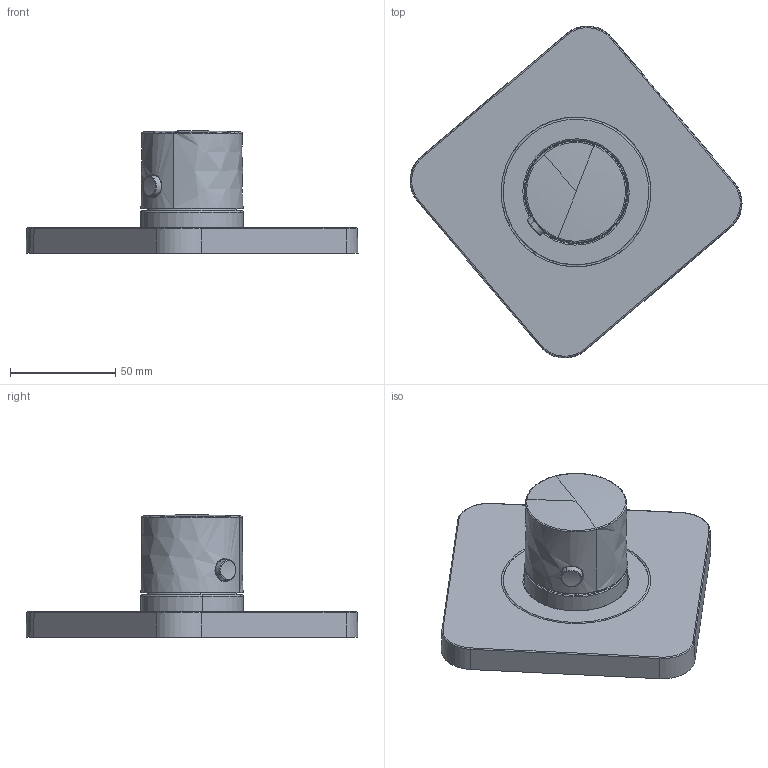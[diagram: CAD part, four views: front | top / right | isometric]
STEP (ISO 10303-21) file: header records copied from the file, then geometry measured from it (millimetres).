
FILE_DESCRIPTION(('CAx-IF Rec.Pracs.---Model Styling and Organization---1.2---2011-12-15','CAx-IF Rec.Pracs.---Geometric and Assembly Validation Properties---4.1---2014-06-16','CAx-IF Rec.Pracs.---PMI Polyline Presentation---2.0---2013-05-24'),'2;1');
FILE_NAME('1000091112_PPR_000.stp','2016-09-02T12:50:20+02:00',(''),(''),'STEP Interface 4.0.1101 by CT CoreTechnologie','3D_Evolution4.0.1101 by CT CoreTechnologie','');
FILE_SCHEMA(('AP203_CONFIGURATION_CONTROLLED_3D_DESIGN_OF_MECHANICAL_PARTS_AND_ASSEMBLIES_MIM_LF'));
Length unit declared in the file: millimetre
Products named in the file (7): P_2 AX Citterio2 F-Set Thermo. UP 12x12 1000091112_PPR_000_A0; P_2 Rosette UPT Axor Citterio Universal 1000091113_PPA_000_A0; P_2 Griff TherUPT-FS Starck Show Sol kpl 1000091116_PPR_000_A0; P_2 Griff Ther.UPT-FS Starck Shower Solu 1000091118_PPA_000_A0; P_2 Taste UPT                     AX JMM 1000083617_PPA_000_A0; Gewindestift DIN913-M4x16-A2 1000000982_PPA_000_A0; P_2 Huelse UPT T42 AXOR Starck Show Sol 1000091119_PPA_000_A0
Assembly tree (6 placements, depth 3):
  P_2 AX Citterio2 F-Set Thermo. UP 12x12 1000091112_PPR_000_A0
    P_2 Rosette UPT Axor Citterio Universal 1000091113_PPA_000_A0
    P_2 Griff TherUPT-FS Starck Show Sol kpl 1000091116_PPR_000_A0
      P_2 Griff Ther.UPT-FS Starck Shower Solu 1000091118_PPA_000_A0
      P_2 Taste UPT                     AX JMM 1000083617_PPA_000_A0
      Gewindestift DIN913-M4x16-A2 1000000982_PPA_000_A0
    P_2 Huelse UPT T42 AXOR Starck Show Sol 1000091119_PPA_000_A0
Bounding box: 157.46 x 157.46 x 58 mm (x, y, z)
Volume: 256849.6 mm3; surface area: 49770.1 mm2
Topology: 5 solids, 5 shells, 88 faces, 179 edges, 104 vertices
Faces by surface type: bspline 45, plane 26, cylinder 17
Entity records: 4897 total; most frequent: CARTESIAN_POINT 1728, DIRECTION 358, ORIENTED_EDGE 352, EDGE_CURVE 176, AXIS2_PLACEMENT_3D 148, VERTEX_POINT 104, CIRCLE 98, EDGE_LOOP 94
